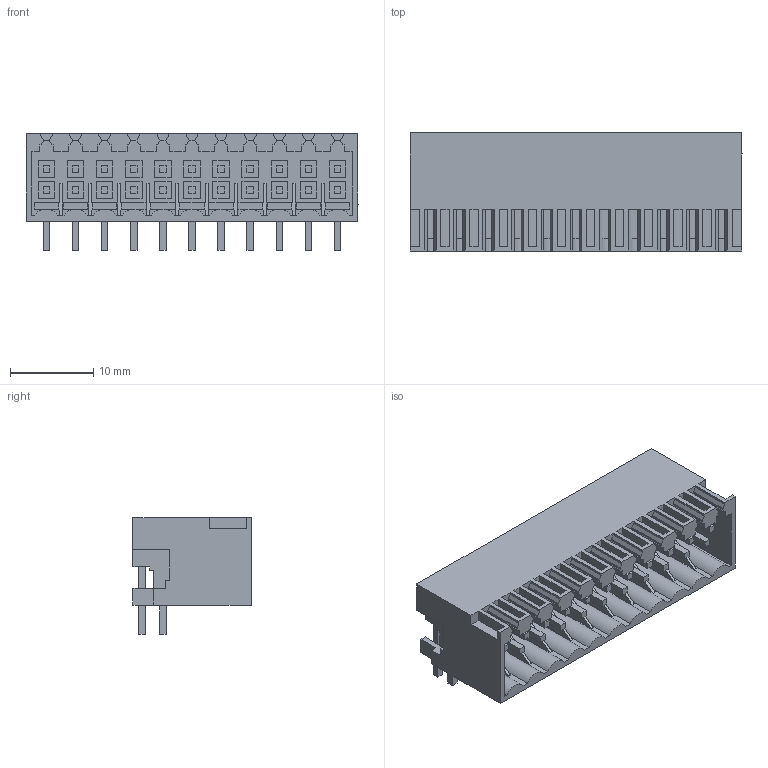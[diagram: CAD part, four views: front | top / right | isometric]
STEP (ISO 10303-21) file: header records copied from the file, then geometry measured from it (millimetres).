
FILE_DESCRIPTION(('CATIA V5 STEP Exchange','CAx-IF Rec.Pracs.--- Model Styling and Organization---1.4--- 2014-01-23'),'2;1');
FILE_NAME ('D1455051_0_1727910000_1727910000.stp','2019-02-21T14:46:52+00:00',('none'),('Weidmueller'),'CATIA Version 5-6 Release 2016 SP3 HF44','CATIA V5 STEP AP214','none');
FILE_SCHEMA(('AUTOMOTIVE_DESIGN { 1 0 10303 214 1 1 1 1 }'));
Length unit declared in the file: millimetre
Products named in the file (1): 1727910000
Bounding box: 39.9 x 14.2 x 14 mm (x, y, z)
Volume: 2735.1 mm3; surface area: 5944 mm2
Topology: 1 solids, 1 shells, 1032 faces, 3061 edges, 2096 vertices
Faces by surface type: plane 1010, cylinder 22
Entity records: 32643 total; most frequent: ORIENTED_EDGE 6122, CARTESIAN_POINT 5748, DIRECTION 4241, EDGE_CURVE 3061, VECTOR 2995, LINE 2995, VERTEX_POINT 2096, EDGE_LOOP 1097
